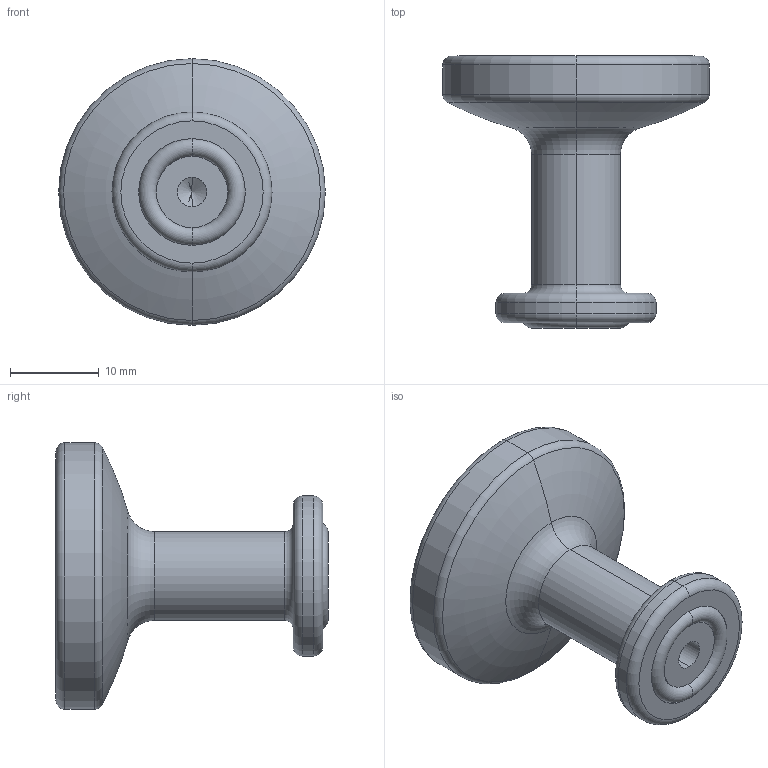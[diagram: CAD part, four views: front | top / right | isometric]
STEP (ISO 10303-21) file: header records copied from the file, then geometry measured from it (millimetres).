
FILE_DESCRIPTION (( 'STEP AP214' ), '1' );
FILE_NAME ('555120028 CHATEAU Round Knob.STEP', '2022-12-20T07:58:15', ( '' ), ( '' ), 'SwSTEP 2.0', 'SolidWorks 2022', '' );
FILE_SCHEMA (( 'AUTOMOTIVE_DESIGN' ));
Length unit declared in the file: millimetre
Products named in the file (3): Rubber fitting; 555120028 CHATEAU Round Knob
Assembly tree (2 placements, depth 2):
  555120028 CHATEAU Round Knob
    Rubber fitting
    555120028 CHATEAU Round Knob
Bounding box: 30 x 30.6 x 30 mm (x, y, z)
Volume: 6321.2 mm3; surface area: 3339.7 mm2
Topology: 2 solids, 2 shells, 41 faces, 84 edges, 48 vertices
Faces by surface type: torus 20, cylinder 12, plane 5, cone 2, sphere 2
Entity records: 1220 total; most frequent: DIRECTION 242, CARTESIAN_POINT 176, ORIENTED_EDGE 164, AXIS2_PLACEMENT_3D 114, EDGE_CURVE 82, CIRCLE 68, VERTEX_POINT 48, EDGE_LOOP 46
